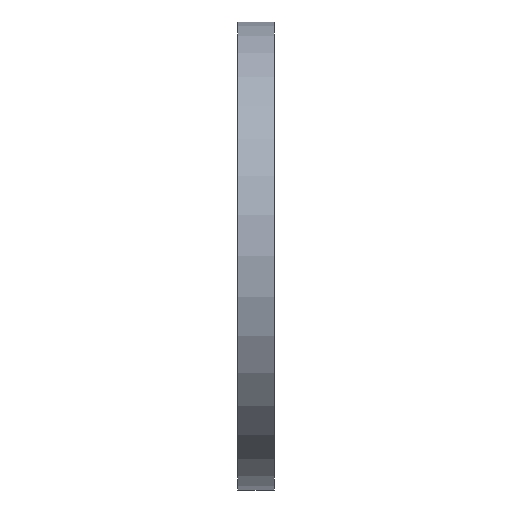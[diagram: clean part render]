
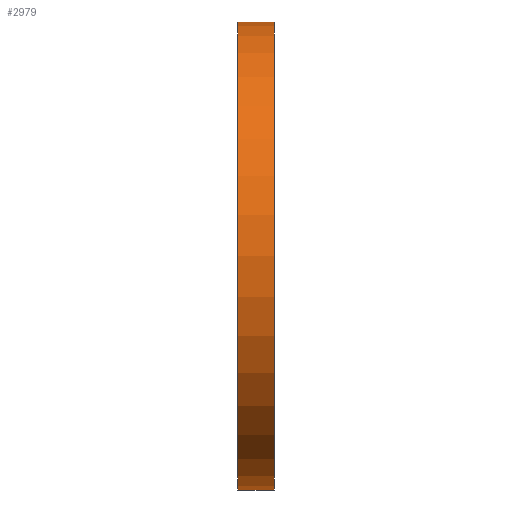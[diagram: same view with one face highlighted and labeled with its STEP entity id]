
A CAD part, front view. The second image highlights one B-rep face of the part: STEP entity #2979.
In plain terms, the highlighted cylindrical face has radius 95 mm (diameter 190 mm), a partial arc.
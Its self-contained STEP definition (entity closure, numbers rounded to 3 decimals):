
#2769 = VERTEX_POINT( '', #7650 );
#2979 = ADVANCED_FACE( '', ( #7884 ), #7885, .T. );
#5161 = EDGE_CURVE( '', #2769, #7135, #10243, .T. );
#5215 = EDGE_CURVE( '', #2769, #5321, #10301, .T. );
#5321 = VERTEX_POINT( '', #10413 );
#6533 = VERTEX_POINT( '', #11718 );
#6543 = EDGE_CURVE( '', #6533, #7135, #11728, .T. );
#6939 = EDGE_CURVE( '', #5321, #6533, #12160, .T. );
#7135 = VERTEX_POINT( '', #12372 );
#7650 = CARTESIAN_POINT( '', ( -7.5, 0., 95. ) );
#7884 = FACE_OUTER_BOUND( '', #13337, .T. );
#7885 = CYLINDRICAL_SURFACE( '', #13338, 95. );
#10243 = CIRCLE( '', #16590, 95. );
#10301 = LINE( '', #16671, #16672 );
#10413 = CARTESIAN_POINT( '', ( 7.5, 0., 95. ) );
#11718 = CARTESIAN_POINT( '', ( 7.5, 0., -95. ) );
#11728 = LINE( '', #18668, #18669 );
#12160 = CIRCLE( '', #19269, 95. );
#12372 = CARTESIAN_POINT( '', ( -7.5, 0., -95. ) );
#13337 = EDGE_LOOP( '', ( #20846, #20847, #20848, #20849 ) );
#13338 = AXIS2_PLACEMENT_3D( '', #20850, #20851, #20852 );
#16590 = AXIS2_PLACEMENT_3D( '', #23175, #23176, #23177 );
#16671 = CARTESIAN_POINT( '', ( 7.5, 0., 95. ) );
#16672 = VECTOR( '', #23226, 1. );
#18668 = CARTESIAN_POINT( '', ( 7.5, 0., -95. ) );
#18669 = VECTOR( '', #24988, 1. );
#19269 = AXIS2_PLACEMENT_3D( '', #25448, #25449, #25450 );
#20846 = ORIENTED_EDGE( '', *, *, #6543, .F. );
#20847 = ORIENTED_EDGE( '', *, *, #6939, .F. );
#20848 = ORIENTED_EDGE( '', *, *, #5215, .F. );
#20849 = ORIENTED_EDGE( '', *, *, #5161, .T. );
#20850 = CARTESIAN_POINT( '', ( 7.5, 0., 0. ) );
#20851 = DIRECTION( '', ( 1., 0., 0. ) );
#20852 = DIRECTION( '', ( 0., 0., -1. ) );
#23175 = CARTESIAN_POINT( '', ( -7.5, 0., 0. ) );
#23176 = DIRECTION( '', ( 1., 0., 0. ) );
#23177 = DIRECTION( '', ( 0., 0., -1. ) );
#23226 = DIRECTION( '', ( 1., 0., 0. ) );
#24988 = DIRECTION( '', ( -1., 0., 0. ) );
#25448 = CARTESIAN_POINT( '', ( 7.5, 0., 0. ) );
#25449 = DIRECTION( '', ( 1., 0., 0. ) );
#25450 = DIRECTION( '', ( 0., 0., -1. ) );
